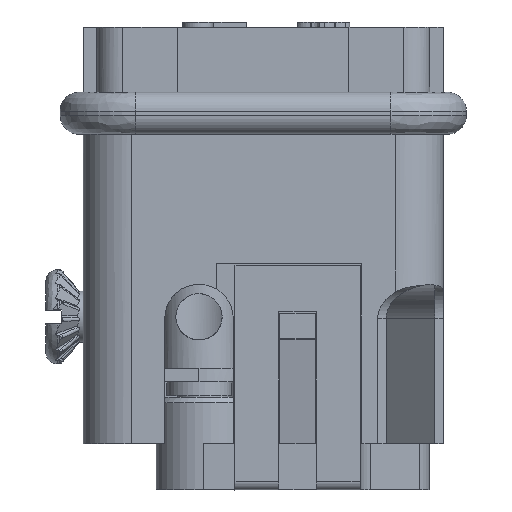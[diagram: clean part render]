
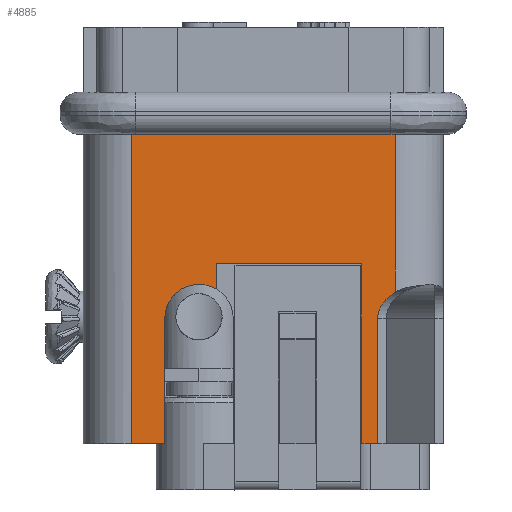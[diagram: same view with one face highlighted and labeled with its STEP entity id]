
A CAD part, left-side view. The second image highlights one B-rep face of the part: STEP entity #4885.
In plain terms, the highlighted planar face has unit normal (-1, 0, 0).
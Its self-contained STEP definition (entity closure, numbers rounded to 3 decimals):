
#3845=ELLIPSE('',#17959,2.828,2.);
#4069=FACE_OUTER_BOUND('',#6224,.T.);
#4885=ADVANCED_FACE('',(#4069),#5592,.T.);
#5592=PLANE('',#17960);
#6224=EDGE_LOOP('',(#7297,#7298,#7299,#7300,#7301,#7302,#7303,#7304,#7305,
#7306,#7307,#7308,#7309,#7310));
#7297=ORIENTED_EDGE('',*,*,#12168,.T.);
#7298=ORIENTED_EDGE('',*,*,#12169,.T.);
#7299=ORIENTED_EDGE('',*,*,#12160,.T.);
#7300=ORIENTED_EDGE('',*,*,#12170,.F.);
#7301=ORIENTED_EDGE('',*,*,#12171,.T.);
#7302=ORIENTED_EDGE('',*,*,#12172,.T.);
#7303=ORIENTED_EDGE('',*,*,#12173,.T.);
#7304=ORIENTED_EDGE('',*,*,#12174,.T.);
#7305=ORIENTED_EDGE('',*,*,#12175,.T.);
#7306=ORIENTED_EDGE('',*,*,#12176,.F.);
#7307=ORIENTED_EDGE('',*,*,#12177,.T.);
#7308=ORIENTED_EDGE('',*,*,#12178,.T.);
#7309=ORIENTED_EDGE('',*,*,#12132,.F.);
#7310=ORIENTED_EDGE('',*,*,#12179,.T.);
#10899=VERTEX_POINT('',#23692);
#10900=VERTEX_POINT('',#23694);
#10923=VERTEX_POINT('',#23802);
#10924=VERTEX_POINT('',#23803);
#10929=VERTEX_POINT('',#23830);
#10930=VERTEX_POINT('',#23831);
#10931=VERTEX_POINT('',#23837);
#10932=VERTEX_POINT('',#23839);
#10933=VERTEX_POINT('',#23841);
#10934=VERTEX_POINT('',#23843);
#10935=VERTEX_POINT('',#23845);
#10936=VERTEX_POINT('',#23847);
#10937=VERTEX_POINT('',#23849);
#10938=VERTEX_POINT('',#23851);
#12132=EDGE_CURVE('',#10899,#10900,#15044,.T.);
#12160=EDGE_CURVE('',#10923,#10924,#15059,.T.);
#12168=EDGE_CURVE('',#10929,#10930,#15063,.T.);
#12169=EDGE_CURVE('',#10930,#10923,#13780,.T.);
#12170=EDGE_CURVE('',#10931,#10924,#15064,.T.);
#12171=EDGE_CURVE('',#10931,#10932,#15065,.T.);
#12172=EDGE_CURVE('',#10932,#10933,#14106,.T.);
#12173=EDGE_CURVE('',#10933,#10934,#15066,.T.);
#12174=EDGE_CURVE('',#10934,#10935,#15067,.T.);
#12175=EDGE_CURVE('',#10935,#10936,#15068,.T.);
#12176=EDGE_CURVE('',#10937,#10936,#15069,.T.);
#12177=EDGE_CURVE('',#10937,#10938,#15070,.T.);
#12178=EDGE_CURVE('',#10938,#10900,#3845,.T.);
#12179=EDGE_CURVE('',#10899,#10929,#13781,.T.);
#13780=B_SPLINE_CURVE_WITH_KNOTS('',3,(#23832,#23833,#23834,#23835),
 .UNSPECIFIED.,.F.,.F.,(4,4),(0.,1.),.UNSPECIFIED.);
#13781=B_SPLINE_CURVE_WITH_KNOTS('',3,(#23853,#23854,#23855,#23856),
 .UNSPECIFIED.,.F.,.F.,(4,4),(0.,1.),.UNSPECIFIED.);
#14106=CIRCLE('',#17958,2.);
#15044=LINE('',#23693,#16148);
#15059=LINE('',#23801,#16163);
#15063=LINE('',#23829,#16167);
#15064=LINE('',#23836,#16168);
#15065=LINE('',#23838,#16169);
#15066=LINE('',#23842,#16170);
#15067=LINE('',#23844,#16171);
#15068=LINE('',#23846,#16172);
#15069=LINE('',#23848,#16173);
#15070=LINE('',#23850,#16174);
#16148=VECTOR('',#19337,1.);
#16163=VECTOR('',#19366,1.);
#16167=VECTOR('',#19378,1.);
#16168=VECTOR('',#19379,1.);
#16169=VECTOR('',#19380,1.);
#16170=VECTOR('',#19383,1.);
#16171=VECTOR('',#19384,1.);
#16172=VECTOR('',#19385,1.);
#16173=VECTOR('',#19386,1.);
#16174=VECTOR('',#19387,1.);
#17958=AXIS2_PLACEMENT_3D('',#23840,#19381,#19382);
#17959=AXIS2_PLACEMENT_3D('',#23852,#19388,#19389);
#17960=AXIS2_PLACEMENT_3D('',#23857,#19390,#19391);
#19337=DIRECTION('',(0.,0.,-1.));
#19366=DIRECTION('',(0.,0.,-1.));
#19378=DIRECTION('',(0.,1.,0.));
#19379=DIRECTION('',(0.,1.,0.));
#19380=DIRECTION('',(0.,0.,1.));
#19381=DIRECTION('',(1.,0.,0.));
#19382=DIRECTION('',(0.,1.,0.));
#19383=DIRECTION('',(0.,0.,1.));
#19384=DIRECTION('',(0.,-1.,0.));
#19385=DIRECTION('',(0.,0.,-1.));
#19386=DIRECTION('',(0.,1.,0.));
#19387=DIRECTION('',(0.,0.,1.));
#19388=DIRECTION('',(1.,0.,0.));
#19389=DIRECTION('',(0.,-1.,0.));
#19390=DIRECTION('',(-1.,0.,0.));
#19391=DIRECTION('',(0.,-1.,0.));
#23692=CARTESIAN_POINT('',(-10.5,-7.7,10.654));
#23693=CARTESIAN_POINT('',(-10.5,-7.7,10.9));
#23694=CARTESIAN_POINT('',(-10.5,-7.7,1.443));
#23801=CARTESIAN_POINT('',(-10.5,7.7,10.9));
#23802=CARTESIAN_POINT('',(-10.5,7.7,10.654));
#23803=CARTESIAN_POINT('',(-10.5,7.7,-7.4));
#23829=CARTESIAN_POINT('',(-10.5,0.,10.656));
#23830=CARTESIAN_POINT('',(-10.5,-7.45,10.656));
#23831=CARTESIAN_POINT('',(-10.5,7.45,10.656));
#23832=CARTESIAN_POINT('',(-10.5,7.45,10.656));
#23833=CARTESIAN_POINT('',(-10.5,7.533,10.656));
#23834=CARTESIAN_POINT('',(-10.5,7.617,10.655));
#23835=CARTESIAN_POINT('',(-10.5,7.7,10.654));
#23836=CARTESIAN_POINT('',(-10.5,5.75,-7.4));
#23837=CARTESIAN_POINT('',(-10.5,5.75,-7.4));
#23838=CARTESIAN_POINT('',(-10.5,5.75,-7.4));
#23839=CARTESIAN_POINT('',(-10.5,5.75,-0.1));
#23840=CARTESIAN_POINT('',(-10.5,3.75,-0.1));
#23841=CARTESIAN_POINT('',(-10.5,2.75,1.632));
#23842=CARTESIAN_POINT('',(-10.5,2.75,1.632));
#23843=CARTESIAN_POINT('',(-10.5,2.75,3.1));
#23844=CARTESIAN_POINT('',(-10.5,2.75,3.1));
#23845=CARTESIAN_POINT('',(-10.5,-5.75,3.1));
#23846=CARTESIAN_POINT('',(-10.5,-5.75,3.1));
#23847=CARTESIAN_POINT('',(-10.5,-5.75,-7.4));
#23848=CARTESIAN_POINT('',(-10.5,-6.672,-7.4));
#23849=CARTESIAN_POINT('',(-10.5,-6.672,-7.4));
#23850=CARTESIAN_POINT('',(-10.5,-6.672,-7.4));
#23851=CARTESIAN_POINT('',(-10.5,-6.672,-0.1));
#23852=CARTESIAN_POINT('',(-10.5,-9.5,-0.1));
#23853=CARTESIAN_POINT('',(-10.5,-7.7,10.654));
#23854=CARTESIAN_POINT('',(-10.5,-7.617,10.655));
#23855=CARTESIAN_POINT('',(-10.5,-7.533,10.656));
#23856=CARTESIAN_POINT('',(-10.5,-7.45,10.656));
#23857=CARTESIAN_POINT('',(-10.5,7.8,-7.5));
